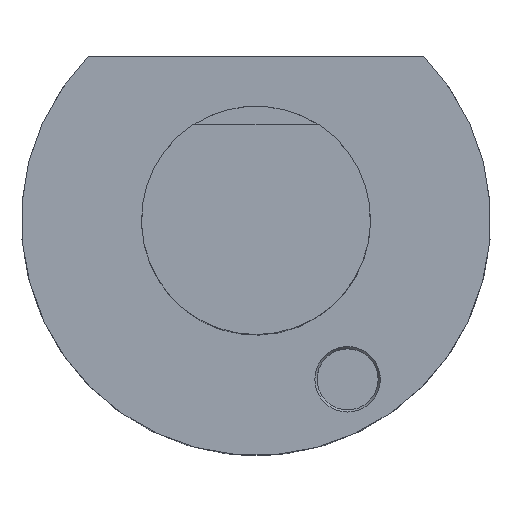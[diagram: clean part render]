
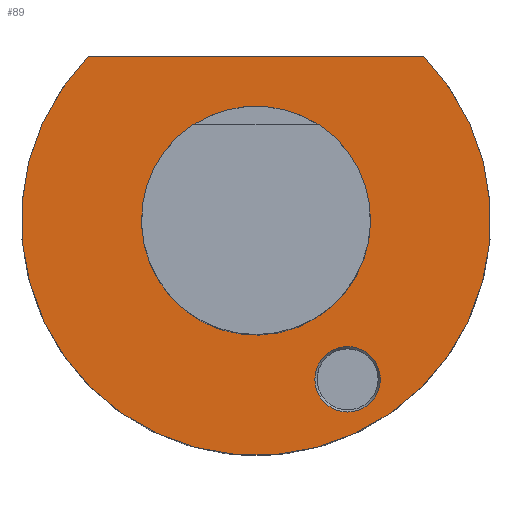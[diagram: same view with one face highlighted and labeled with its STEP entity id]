
A CAD part, top view. The second image highlights one B-rep face of the part: STEP entity #89.
In plain terms, the highlighted planar face has unit normal (0, 0, 1).
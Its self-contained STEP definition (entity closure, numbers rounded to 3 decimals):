
#38=FACE_BOUND('',#169,.T.);
#39=FACE_BOUND('',#170,.T.);
#40=FACE_BOUND('',#171,.T.);
#89=ADVANCED_FACE('',(#38,#39,#40),#114,.T.);
#114=PLANE('',#623);
#169=EDGE_LOOP('',(#376));
#170=EDGE_LOOP('',(#377));
#171=EDGE_LOOP('',(#378,#379));
#217=LINE('',#957,#255);
#255=VECTOR('',#754,1.);
#376=ORIENTED_EDGE('',*,*,#520,.F.);
#377=ORIENTED_EDGE('',*,*,#521,.F.);
#378=ORIENTED_EDGE('',*,*,#518,.F.);
#379=ORIENTED_EDGE('',*,*,#516,.T.);
#446=VERTEX_POINT('',#945);
#448=VERTEX_POINT('',#956);
#449=VERTEX_POINT('',#964);
#450=VERTEX_POINT('',#966);
#516=EDGE_CURVE('',#446,#448,#217,.T.);
#518=EDGE_CURVE('',#446,#448,#549,.T.);
#520=EDGE_CURVE('',#449,#449,#551,.T.);
#521=EDGE_CURVE('',#450,#450,#552,.T.);
#549=CIRCLE('',#618,61.5);
#551=CIRCLE('',#621,29.995);
#552=CIRCLE('',#622,8.584);
#618=AXIS2_PLACEMENT_3D('',#960,#759,#760);
#621=AXIS2_PLACEMENT_3D('',#963,#765,#766);
#622=AXIS2_PLACEMENT_3D('',#965,#767,#768);
#623=AXIS2_PLACEMENT_3D('',#967,#769,#770);
#754=DIRECTION('',(-1.,0.,0.));
#759=DIRECTION('',(0.,0.,-1.));
#760=DIRECTION('',(1.,0.,0.));
#765=DIRECTION('',(0.,0.,1.));
#766=DIRECTION('',(1.,0.,0.));
#767=DIRECTION('',(0.,0.,1.));
#768=DIRECTION('',(1.,0.,0.));
#769=DIRECTION('',(0.,0.,1.));
#770=DIRECTION('',(-1.,0.,0.));
#945=CARTESIAN_POINT('',(43.969,43.,0.));
#956=CARTESIAN_POINT('',(-43.969,43.,0.));
#957=CARTESIAN_POINT('',(-58.,43.,0.));
#960=CARTESIAN_POINT('',(0.,0.,0.));
#963=CARTESIAN_POINT('',(0.,0.,0.));
#964=CARTESIAN_POINT('',(29.995,0.,0.));
#965=CARTESIAN_POINT('',(24.,-41.569,0.));
#966=CARTESIAN_POINT('',(32.584,-41.569,0.));
#967=CARTESIAN_POINT('',(-58.,0.,0.));
